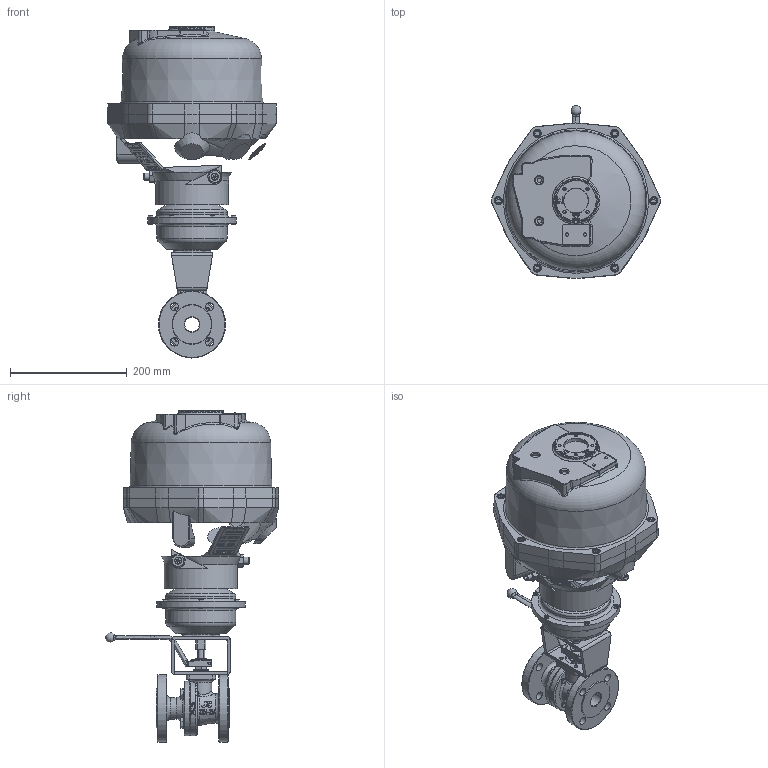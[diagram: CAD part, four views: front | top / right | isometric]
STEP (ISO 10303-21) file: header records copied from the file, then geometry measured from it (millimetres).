
FILE_DESCRIPTION(/* description */ (''),/* implementation_level */ '2;1');
FILE_NAME(/* name */ 'AT3582-025-FQ04.step',/* time_stamp */ '2025-07-28T15:03:17+02:00',/* author */ (''),/* organization */ (''),/* preprocessor_version */ 'ST-DEVELOPER v20.1',/* originating_system */ 'Autodesk Translation Framework v14.10.0.0',/* authorisation */ '');
FILE_SCHEMA (('AUTOMOTIVE_DESIGN { 1 0 10303 214 3 1 1 }'));
Length unit declared in the file: millimetre
Products named in the file (6): AT3582-025-FQ; CD_05482_FR_EN; z250100; Fig.540 DN-025 RF + WRENCH; BrakettF07-05; Reduksjon17-15
Assembly tree (5 placements, depth 3):
  AT3582-025-FQ
    CD_05482_FR_EN
      z250100
    Fig.540 DN-025 RF + WRENCH
    BrakettF07-05
    Reduksjon17-15
Bounding box: 289.91 x 296.43 x 568.44 mm (x, y, z)
Volume: 12688556.1 mm3; surface area: 526167.3 mm2
Topology: 25 solids, 29 shells, 1887 faces, 4562 edges, 2860 vertices
Faces by surface type: plane 942, cylinder 294, bspline 262, cone 239, torus 129, sphere 21
Full cylindrical faces by diameter (mm): 3.1 x2, 3.3 x6, 4 x6, 4.2 x2, 4.5 x6, 5 x14, 5.5 x1, 6 x1, 6.5 x4, 6.8 x4, 7 x6, 8 x1, 8.5 x9, 9.3 x1, 10 x4, 10.5 x1, 11.1 x1, 11.5 x4, 12 x9, 12.2 x2, 13 x7, 14 x14, 16 x5, 16.3 x1, 18 x5, 20 x2, 22 x1, 25 x2, 35 x1, 35.623 x1
Entity records: 83273 total; most frequent: CARTESIAN_POINT 39778, ORIENTED_EDGE 9048, DIRECTION 8329, EDGE_CURVE 4524, AXIS2_PLACEMENT_3D 3015, VERTEX_POINT 2860, LINE 2299, VECTOR 2299
